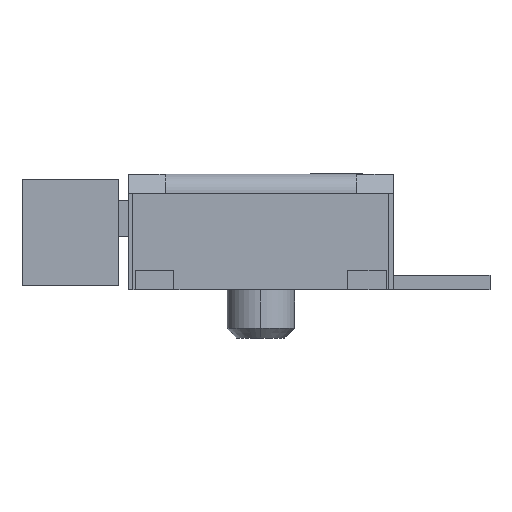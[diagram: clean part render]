
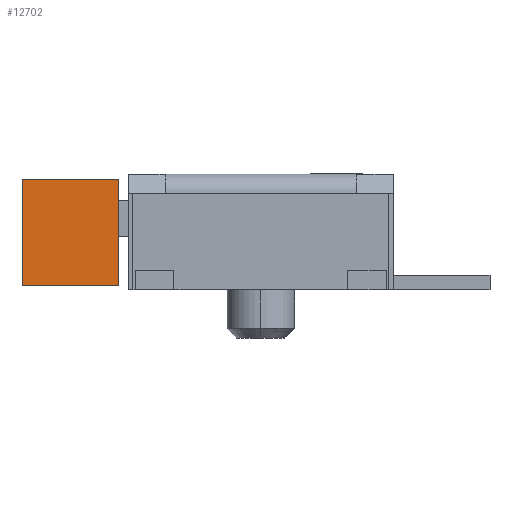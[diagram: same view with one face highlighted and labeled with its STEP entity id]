
A CAD part, left-side view. The second image highlights one B-rep face of the part: STEP entity #12702.
In plain terms, the highlighted planar face has unit normal (-1, 0, 0).
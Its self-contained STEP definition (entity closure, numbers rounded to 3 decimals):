
#12001 = PLANE('',#12002);
#12002 = AXIS2_PLACEMENT_3D('',#12003,#12004,#12005);
#12003 = CARTESIAN_POINT('',(0.,1.796,
    0.5));
#12004 = DIRECTION('',(0.,1.,0.));
#12005 = DIRECTION('',(-1.,0.,0.));
#12029 = PLANE('',#12030);
#12030 = AXIS2_PLACEMENT_3D('',#12031,#12032,#12033);
#12031 = CARTESIAN_POINT('',(1.38,2.796,0.545
    ));
#12032 = DIRECTION('',(0.,0.,1.));
#12033 = DIRECTION('',(-1.,0.,0.));
#12057 = PLANE('',#12058);
#12058 = AXIS2_PLACEMENT_3D('',#12059,#12060,#12061);
#12059 = CARTESIAN_POINT('',(0.,2.796,
    0.5));
#12060 = DIRECTION('',(0.,1.,0.));
#12061 = DIRECTION('',(-1.,0.,0.));
#12085 = PLANE('',#12086);
#12086 = AXIS2_PLACEMENT_3D('',#12087,#12088,#12089);
#12087 = CARTESIAN_POINT('',(1.38,2.796,1.645
    ));
#12088 = DIRECTION('',(0.,0.,-1.));
#12089 = DIRECTION('',(1.,0.,0.));
#12583 = VERTEX_POINT('',#12584);
#12584 = CARTESIAN_POINT('',(0.072,1.796,
    1.645));
#12605 = EDGE_CURVE('',#12606,#12583,#12608,.T.);
#12606 = VERTEX_POINT('',#12607);
#12607 = CARTESIAN_POINT('',(0.072,1.796,
    0.545));
#12608 = SURFACE_CURVE('',#12609,(#12613,#12620),.PCURVE_S1.);
#12609 = LINE('',#12610,#12611);
#12610 = CARTESIAN_POINT('',(0.072,1.796,
    1.645));
#12611 = VECTOR('',#12612,1.);
#12612 = DIRECTION('',(0.,0.,1.));
#12613 = PCURVE('',#12001,#12614);
#12614 = DEFINITIONAL_REPRESENTATION('',(#12615),#12619);
#12615 = LINE('',#12616,#12617);
#12616 = CARTESIAN_POINT('',(-0.072,1.145));
#12617 = VECTOR('',#12618,1.);
#12618 = DIRECTION('',(0.,1.));
#12619 = ( GEOMETRIC_REPRESENTATION_CONTEXT(2) 
PARAMETRIC_REPRESENTATION_CONTEXT() REPRESENTATION_CONTEXT('2D SPACE',''
  ) );
#12620 = PCURVE('',#12621,#12626);
#12621 = PLANE('',#12622);
#12622 = AXIS2_PLACEMENT_3D('',#12623,#12624,#12625);
#12623 = CARTESIAN_POINT('',(0.072,2.796,
    1.645));
#12624 = DIRECTION('',(1.,0.,0.));
#12625 = DIRECTION('',(0.,0.,1.));
#12626 = DEFINITIONAL_REPRESENTATION('',(#12627),#12631);
#12627 = LINE('',#12628,#12629);
#12628 = CARTESIAN_POINT('',(0.,1.));
#12629 = VECTOR('',#12630,1.);
#12630 = DIRECTION('',(1.,0.));
#12631 = ( GEOMETRIC_REPRESENTATION_CONTEXT(2) 
PARAMETRIC_REPRESENTATION_CONTEXT() REPRESENTATION_CONTEXT('2D SPACE',''
  ) );
#12658 = EDGE_CURVE('',#12659,#12606,#12661,.T.);
#12659 = VERTEX_POINT('',#12660);
#12660 = CARTESIAN_POINT('',(0.072,2.796,
    0.545));
#12661 = SURFACE_CURVE('',#12662,(#12666,#12673),.PCURVE_S1.);
#12662 = LINE('',#12663,#12664);
#12663 = CARTESIAN_POINT('',(0.072,2.796,
    0.545));
#12664 = VECTOR('',#12665,1.);
#12665 = DIRECTION('',(0.,-1.,0.));
#12666 = PCURVE('',#12029,#12667);
#12667 = DEFINITIONAL_REPRESENTATION('',(#12668),#12672);
#12668 = LINE('',#12669,#12670);
#12669 = CARTESIAN_POINT('',(1.308,0.));
#12670 = VECTOR('',#12671,1.);
#12671 = DIRECTION('',(0.,1.));
#12672 = ( GEOMETRIC_REPRESENTATION_CONTEXT(2) 
PARAMETRIC_REPRESENTATION_CONTEXT() REPRESENTATION_CONTEXT('2D SPACE',''
  ) );
#12673 = PCURVE('',#12621,#12674);
#12674 = DEFINITIONAL_REPRESENTATION('',(#12675),#12679);
#12675 = LINE('',#12676,#12677);
#12676 = CARTESIAN_POINT('',(-1.1,0.));
#12677 = VECTOR('',#12678,1.);
#12678 = DIRECTION('',(0.,1.));
#12679 = ( GEOMETRIC_REPRESENTATION_CONTEXT(2) 
PARAMETRIC_REPRESENTATION_CONTEXT() REPRESENTATION_CONTEXT('2D SPACE',''
  ) );
#12702 = ADVANCED_FACE('',(#12703),#12621,.F.);
#12703 = FACE_BOUND('',#12704,.T.);
#12704 = EDGE_LOOP('',(#12705,#12706,#12729,#12750));
#12705 = ORIENTED_EDGE('',*,*,#12605,.T.);
#12706 = ORIENTED_EDGE('',*,*,#12707,.F.);
#12707 = EDGE_CURVE('',#12708,#12583,#12710,.T.);
#12708 = VERTEX_POINT('',#12709);
#12709 = CARTESIAN_POINT('',(0.072,2.796,
    1.645));
#12710 = SURFACE_CURVE('',#12711,(#12715,#12722),.PCURVE_S1.);
#12711 = LINE('',#12712,#12713);
#12712 = CARTESIAN_POINT('',(0.072,2.796,
    1.645));
#12713 = VECTOR('',#12714,1.);
#12714 = DIRECTION('',(0.,-1.,0.));
#12715 = PCURVE('',#12621,#12716);
#12716 = DEFINITIONAL_REPRESENTATION('',(#12717),#12721);
#12717 = LINE('',#12718,#12719);
#12718 = CARTESIAN_POINT('',(0.,0.));
#12719 = VECTOR('',#12720,1.);
#12720 = DIRECTION('',(0.,1.));
#12721 = ( GEOMETRIC_REPRESENTATION_CONTEXT(2) 
PARAMETRIC_REPRESENTATION_CONTEXT() REPRESENTATION_CONTEXT('2D SPACE',''
  ) );
#12722 = PCURVE('',#12085,#12723);
#12723 = DEFINITIONAL_REPRESENTATION('',(#12724),#12728);
#12724 = LINE('',#12725,#12726);
#12725 = CARTESIAN_POINT('',(-1.308,0.));
#12726 = VECTOR('',#12727,1.);
#12727 = DIRECTION('',(0.,1.));
#12728 = ( GEOMETRIC_REPRESENTATION_CONTEXT(2) 
PARAMETRIC_REPRESENTATION_CONTEXT() REPRESENTATION_CONTEXT('2D SPACE',''
  ) );
#12729 = ORIENTED_EDGE('',*,*,#12730,.F.);
#12730 = EDGE_CURVE('',#12659,#12708,#12731,.T.);
#12731 = SURFACE_CURVE('',#12732,(#12736,#12743),.PCURVE_S1.);
#12732 = LINE('',#12733,#12734);
#12733 = CARTESIAN_POINT('',(0.072,2.796,
    1.645));
#12734 = VECTOR('',#12735,1.);
#12735 = DIRECTION('',(0.,0.,1.));
#12736 = PCURVE('',#12621,#12737);
#12737 = DEFINITIONAL_REPRESENTATION('',(#12738),#12742);
#12738 = LINE('',#12739,#12740);
#12739 = CARTESIAN_POINT('',(0.,0.));
#12740 = VECTOR('',#12741,1.);
#12741 = DIRECTION('',(1.,0.));
#12742 = ( GEOMETRIC_REPRESENTATION_CONTEXT(2) 
PARAMETRIC_REPRESENTATION_CONTEXT() REPRESENTATION_CONTEXT('2D SPACE',''
  ) );
#12743 = PCURVE('',#12057,#12744);
#12744 = DEFINITIONAL_REPRESENTATION('',(#12745),#12749);
#12745 = LINE('',#12746,#12747);
#12746 = CARTESIAN_POINT('',(-0.072,1.145));
#12747 = VECTOR('',#12748,1.);
#12748 = DIRECTION('',(0.,1.));
#12749 = ( GEOMETRIC_REPRESENTATION_CONTEXT(2) 
PARAMETRIC_REPRESENTATION_CONTEXT() REPRESENTATION_CONTEXT('2D SPACE',''
  ) );
#12750 = ORIENTED_EDGE('',*,*,#12658,.T.);
